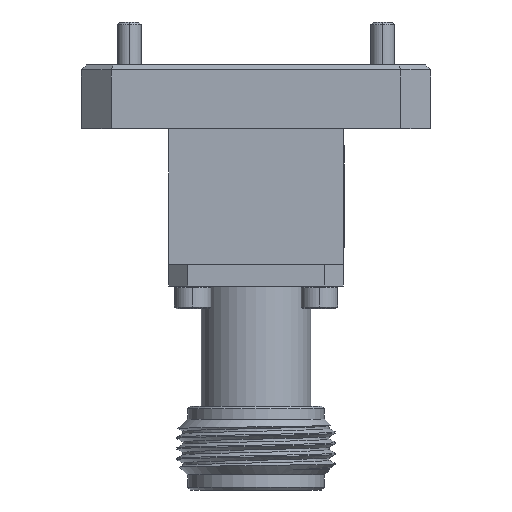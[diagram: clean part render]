
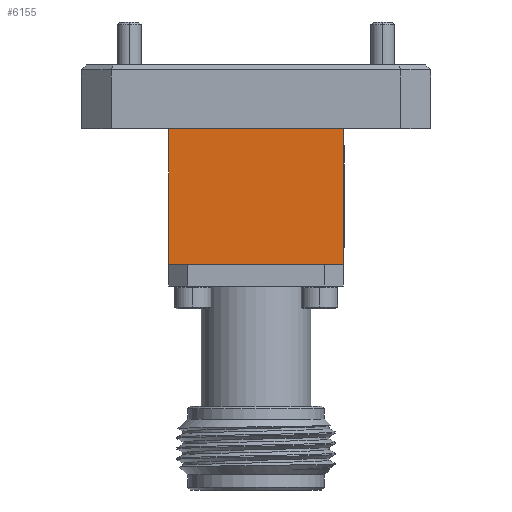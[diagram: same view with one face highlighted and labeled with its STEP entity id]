
A CAD part, left-side view. The second image highlights one B-rep face of the part: STEP entity #6155.
In plain terms, the highlighted planar face has unit normal (-1, 0, 0).
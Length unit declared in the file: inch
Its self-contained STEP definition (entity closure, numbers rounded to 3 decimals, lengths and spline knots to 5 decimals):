
#202 = CARTESIAN_POINT ( 'NONE',  ( -0.41339, 0.34449, -0.7874 ) ) ;
#783 = PLANE ( 'NONE',  #8280 ) ;
#930 = CARTESIAN_POINT ( 'NONE',  ( -0.41339, -0.34449, -0.7874 ) ) ;
#978 = LINE ( 'NONE', #8344, #6226 ) ;
#2421 = VECTOR ( 'NONE', #11195, 39.37008 ) ;
#2554 = CARTESIAN_POINT ( 'NONE',  ( -0.41339, -0.34449, -0.25197 ) ) ;
#2664 = DIRECTION ( 'NONE',  ( 0., 1., 0. ) ) ;
#3179 = EDGE_LOOP ( 'NONE', ( #11968, #4248, #12763, #9019 ) ) ;
#4248 = ORIENTED_EDGE ( 'NONE', *, *, #6544, .F. ) ;
#5206 = DIRECTION ( 'NONE',  ( 0., 0., 1. ) ) ;
#5517 = CARTESIAN_POINT ( 'NONE',  ( -0.41339, -0.34449, -0.7874 ) ) ;
#5980 = VERTEX_POINT ( 'NONE', #8699 ) ;
#6155 = ADVANCED_FACE ( 'NONE', ( #10739 ), #783, .F. ) ;
#6226 = VECTOR ( 'NONE', #14061, 39.37008 ) ;
#6544 = EDGE_CURVE ( 'NONE', #11691, #5980, #11784, .T. ) ;
#7349 = CARTESIAN_POINT ( 'NONE',  ( -0.41339, 0.34449, -0.7874 ) ) ;
#7417 = EDGE_CURVE ( 'NONE', #7683, #5980, #10646, .T. ) ;
#7683 = VERTEX_POINT ( 'NONE', #8013 ) ;
#8013 = CARTESIAN_POINT ( 'NONE',  ( -0.41339, -0.34449, -0.25197 ) ) ;
#8280 = AXIS2_PLACEMENT_3D ( 'NONE', #930, #11329, #10200 ) ;
#8344 = CARTESIAN_POINT ( 'NONE',  ( -0.41339, -0.34449, -0.7874 ) ) ;
#8385 = EDGE_CURVE ( 'NONE', #13270, #11691, #978, .T. ) ;
#8699 = CARTESIAN_POINT ( 'NONE',  ( -0.41339, 0.34449, -0.25197 ) ) ;
#8869 = EDGE_CURVE ( 'NONE', #13270, #7683, #10207, .T. ) ;
#9019 = ORIENTED_EDGE ( 'NONE', *, *, #8869, .T. ) ;
#9809 = VECTOR ( 'NONE', #5206, 39.37008 ) ;
#10200 = DIRECTION ( 'NONE',  ( 0., 0., -1. ) ) ;
#10207 = LINE ( 'NONE', #10673, #2421 ) ;
#10646 = LINE ( 'NONE', #2554, #10811 ) ;
#10673 = CARTESIAN_POINT ( 'NONE',  ( -0.41339, -0.34449, -0.7874 ) ) ;
#10739 = FACE_OUTER_BOUND ( 'NONE', #3179, .T. ) ;
#10811 = VECTOR ( 'NONE', #2664, 39.37008 ) ;
#11195 = DIRECTION ( 'NONE',  ( 0., 0., 1. ) ) ;
#11329 = DIRECTION ( 'NONE',  ( 1., 0., 0. ) ) ;
#11691 = VERTEX_POINT ( 'NONE', #202 ) ;
#11784 = LINE ( 'NONE', #7349, #9809 ) ;
#11968 = ORIENTED_EDGE ( 'NONE', *, *, #7417, .T. ) ;
#12763 = ORIENTED_EDGE ( 'NONE', *, *, #8385, .F. ) ;
#13270 = VERTEX_POINT ( 'NONE', #5517 ) ;
#14061 = DIRECTION ( 'NONE',  ( 0., 1., 0. ) ) ;
